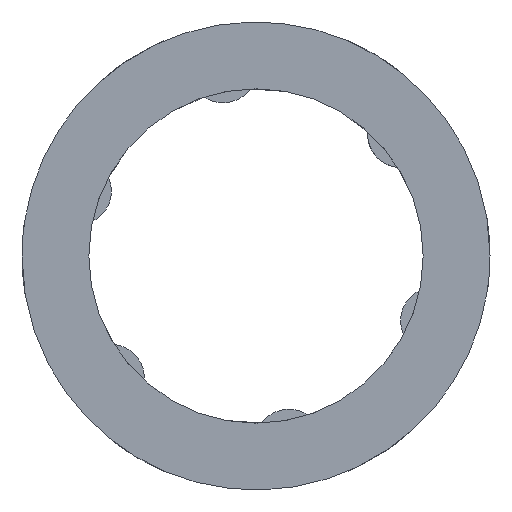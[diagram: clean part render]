
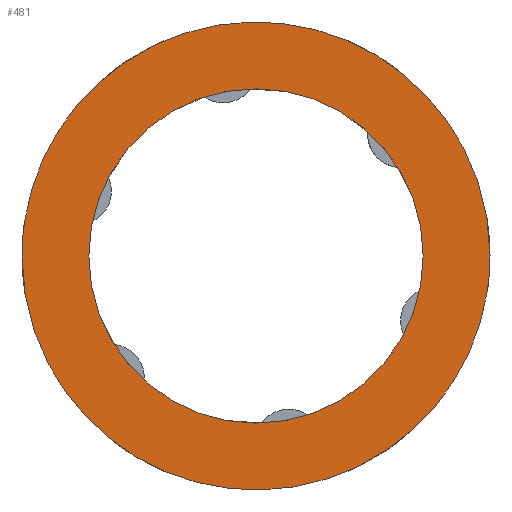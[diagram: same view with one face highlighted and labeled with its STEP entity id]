
A CAD part, front view. The second image highlights one B-rep face of the part: STEP entity #481.
In plain terms, the highlighted planar face has unit normal (0, -1, 0).
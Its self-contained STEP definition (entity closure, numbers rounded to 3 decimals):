
#98=AXIS2_PLACEMENT_3D('Circle Axis2P3D',#96,#97,$) ;
#225=AXIS2_PLACEMENT_3D('Circle Axis2P3D',#223,#224,$) ;
#415=AXIS2_PLACEMENT_3D('Plane Axis2P3D',#412,#413,#414) ;
#79=CARTESIAN_POINT('Vertex',(-7.5,-14.,0.)) ;
#93=CARTESIAN_POINT('Vertex',(7.5,-14.,0.)) ;
#96=CARTESIAN_POINT('Axis2P3D Location',(0.,-14.,0.)) ;
#223=CARTESIAN_POINT('Axis2P3D Location',(0.,-14.,0.)) ;
#412=CARTESIAN_POINT('Axis2P3D Location',(-9.,-14.,0.)) ;
#418=CARTESIAN_POINT('Control Point',(-10.5,-14.,0.)) ;
#419=CARTESIAN_POINT('Control Point',(-10.5,-14.,-0.952)) ;
#420=CARTESIAN_POINT('Control Point',(-10.392,-14.,-1.905)) ;
#421=CARTESIAN_POINT('Control Point',(-10.176,-14.,-2.841)) ;
#422=CARTESIAN_POINT('Control Point',(-9.535,-14.,-4.648)) ;
#423=CARTESIAN_POINT('Control Point',(-8.507,-14.,-6.266)) ;
#424=CARTESIAN_POINT('Control Point',(-7.902,-14.,-7.013)) ;
#425=CARTESIAN_POINT('Control Point',(-6.535,-14.,-8.356)) ;
#426=CARTESIAN_POINT('Control Point',(-4.901,-14.,-9.36)) ;
#427=CARTESIAN_POINT('Control Point',(-4.031,-14.,-9.766)) ;
#428=CARTESIAN_POINT('Control Point',(-2.213,-14.,-10.375)) ;
#429=CARTESIAN_POINT('Control Point',(-0.305,-14.,-10.561)) ;
#430=CARTESIAN_POINT('Control Point',(0.656,-14.,-10.545)) ;
#431=CARTESIAN_POINT('Control Point',(2.557,-14.,-10.295)) ;
#432=CARTESIAN_POINT('Control Point',(4.354,-14.,-9.626)) ;
#433=CARTESIAN_POINT('Control Point',(5.21,-14.,-9.191)) ;
#434=CARTESIAN_POINT('Control Point',(6.809,-14.,-8.134)) ;
#435=CARTESIAN_POINT('Control Point',(8.131,-14.,-6.746)) ;
#436=CARTESIAN_POINT('Control Point',(8.711,-14.,-5.979)) ;
#437=CARTESIAN_POINT('Control Point',(9.649,-14.,-4.389)) ;
#438=CARTESIAN_POINT('Control Point',(10.222,-14.,-2.635)) ;
#439=CARTESIAN_POINT('Control Point',(10.407,-14.,-1.765)) ;
#440=CARTESIAN_POINT('Control Point',(10.5,-14.,-0.883)) ;
#441=CARTESIAN_POINT('Control Point',(10.5,-14.,0.)) ;
#442=CARTESIAN_POINT('Vertex',(-10.5,-14.,0.)) ;
#444=CARTESIAN_POINT('Vertex',(10.5,-14.,0.)) ;
#448=CARTESIAN_POINT('Control Point',(10.5,-14.,0.)) ;
#449=CARTESIAN_POINT('Control Point',(10.5,-14.,0.952)) ;
#450=CARTESIAN_POINT('Control Point',(10.392,-14.,1.905)) ;
#451=CARTESIAN_POINT('Control Point',(10.176,-14.,2.841)) ;
#452=CARTESIAN_POINT('Control Point',(9.535,-14.,4.648)) ;
#453=CARTESIAN_POINT('Control Point',(8.507,-14.,6.266)) ;
#454=CARTESIAN_POINT('Control Point',(7.902,-14.,7.013)) ;
#455=CARTESIAN_POINT('Control Point',(6.535,-14.,8.356)) ;
#456=CARTESIAN_POINT('Control Point',(4.901,-14.,9.36)) ;
#457=CARTESIAN_POINT('Control Point',(4.031,-14.,9.766)) ;
#458=CARTESIAN_POINT('Control Point',(2.213,-14.,10.375)) ;
#459=CARTESIAN_POINT('Control Point',(0.305,-14.,10.561)) ;
#460=CARTESIAN_POINT('Control Point',(-0.656,-14.,10.545)) ;
#461=CARTESIAN_POINT('Control Point',(-2.557,-14.,10.295)) ;
#462=CARTESIAN_POINT('Control Point',(-4.354,-14.,9.626)) ;
#463=CARTESIAN_POINT('Control Point',(-5.21,-14.,9.191)) ;
#464=CARTESIAN_POINT('Control Point',(-6.809,-14.,8.134)) ;
#465=CARTESIAN_POINT('Control Point',(-8.131,-14.,6.746)) ;
#466=CARTESIAN_POINT('Control Point',(-8.711,-14.,5.979)) ;
#467=CARTESIAN_POINT('Control Point',(-9.649,-14.,4.389)) ;
#468=CARTESIAN_POINT('Control Point',(-10.222,-14.,2.635)) ;
#469=CARTESIAN_POINT('Control Point',(-10.407,-14.,1.765)) ;
#470=CARTESIAN_POINT('Control Point',(-10.5,-14.,0.883)) ;
#471=CARTESIAN_POINT('Control Point',(-10.5,-14.,0.)) ;
#97=DIRECTION('Axis2P3D Direction',(0.,-1.,0.)) ;
#224=DIRECTION('Axis2P3D Direction',(0.,-1.,0.)) ;
#413=DIRECTION('Axis2P3D Direction',(0.,-1.,0.)) ;
#414=DIRECTION('Axis2P3D XDirection',(1.,0.,0.)) ;
#474=ORIENTED_EDGE('',*,*,#446,.T.) ;
#475=ORIENTED_EDGE('',*,*,#472,.T.) ;
#478=ORIENTED_EDGE('',*,*,#227,.F.) ;
#479=ORIENTED_EDGE('',*,*,#100,.F.) ;
#480=FACE_BOUND('',#477,.T.) ;
#481=ADVANCED_FACE('',(#476,#480),#416,.T.) ;
#417=B_SPLINE_CURVE_WITH_KNOTS('',5,(#418,#419,#420,#421,#422,#423,#424,#425,#426,#427,#428,#429,#430,#431,#432,#433,#434,#435,#436,#437,#438,#439,#440,#441),.UNSPECIFIED.,.F.,.U.,(6,3,3,3,3,3,3,6),(0.,6.735,13.47,20.205,26.94,33.675,40.41,46.65),.UNSPECIFIED.) ;
#447=B_SPLINE_CURVE_WITH_KNOTS('',5,(#448,#449,#450,#451,#452,#453,#454,#455,#456,#457,#458,#459,#460,#461,#462,#463,#464,#465,#466,#467,#468,#469,#470,#471),.UNSPECIFIED.,.F.,.U.,(6,3,3,3,3,3,3,6),(0.,6.735,13.47,20.205,26.94,33.675,40.41,46.65),.UNSPECIFIED.) ;
#99=CIRCLE('generated circle',#98,7.5) ;
#226=CIRCLE('generated circle',#225,7.5) ;
#100=EDGE_CURVE('',#94,#80,#99,.T.) ;
#227=EDGE_CURVE('',#80,#94,#226,.T.) ;
#446=EDGE_CURVE('',#443,#445,#417,.T.) ;
#472=EDGE_CURVE('',#445,#443,#447,.T.) ;
#473=EDGE_LOOP('',(#474,#475)) ;
#477=EDGE_LOOP('',(#478,#479)) ;
#476=FACE_OUTER_BOUND('',#473,.T.) ;
#416=PLANE('Plane',#415) ;
#80=VERTEX_POINT('',#79) ;
#94=VERTEX_POINT('',#93) ;
#443=VERTEX_POINT('',#442) ;
#445=VERTEX_POINT('',#444) ;
